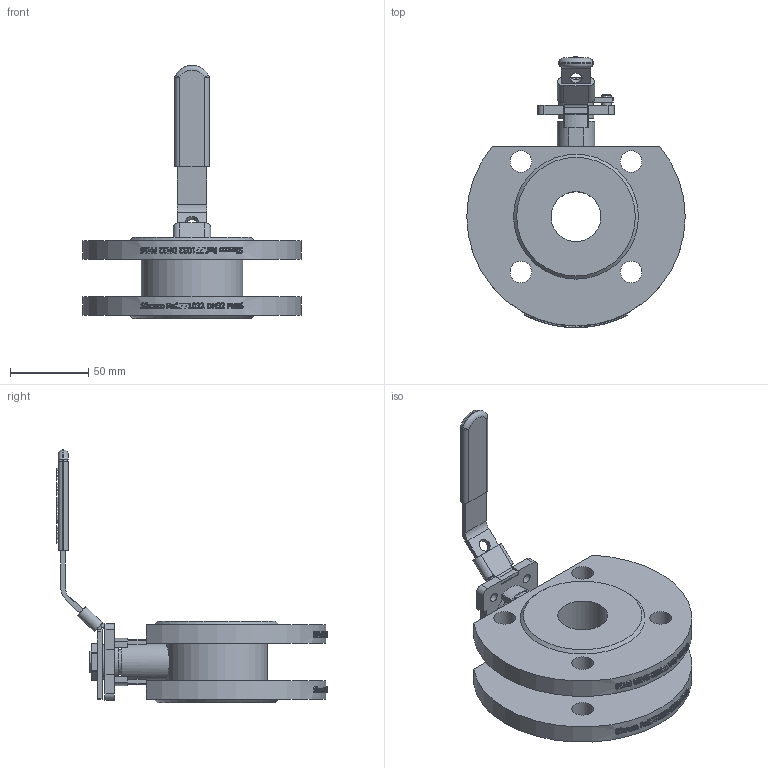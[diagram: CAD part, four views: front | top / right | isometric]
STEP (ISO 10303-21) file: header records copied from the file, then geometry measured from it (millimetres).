
FILE_DESCRIPTION(/* description */ ('771032'),/* implementation_level */ '2;1');
FILE_NAME(/* name */ '771032.stp',/* time_stamp */ '2017-05-19T11:24:58+02:00',/* author */ ('jmorand'),/* organization */ ('Sferaco'),/* preprocessor_version */ 'ST-DEVELOPER v16.5',/* originating_system */ 'Autodesk Inventor 2017',/* authorisation */ '');
FILE_SCHEMA (('AUTOMOTIVE_DESIGN { 1 0 10303 214 3 1 1 }'));
Products named in the file (1): 771032_bd
Bounding box: 140 x 173.5 x 162.16 mm (x, y, z)
Volume: 414434.3 mm3; surface area: 89215 mm2
Topology: 1 solids, 4 shells, 1537 faces, 4181 edges, 2758 vertices
Faces by surface type: plane 726, bspline 638, cylinder 162, cone 5, sphere 4, torus 2
Full cylindrical faces by diameter (mm): 4.134 x1, 6 x5, 8 x1, 13.835 x8, 14 x1, 14.5 x2, 16 x1, 17 x1, 22 x1, 23 x1, 24 x1, 28 x1, 32 x1, 65 x1
Entity records: 62210 total; most frequent: CARTESIAN_POINT 25658, ORIENTED_EDGE 8290, DIRECTION 5331, EDGE_CURVE 4142, VERTEX_POINT 2747, LINE 2269, VECTOR 2269, EDGE_LOOP 1712
